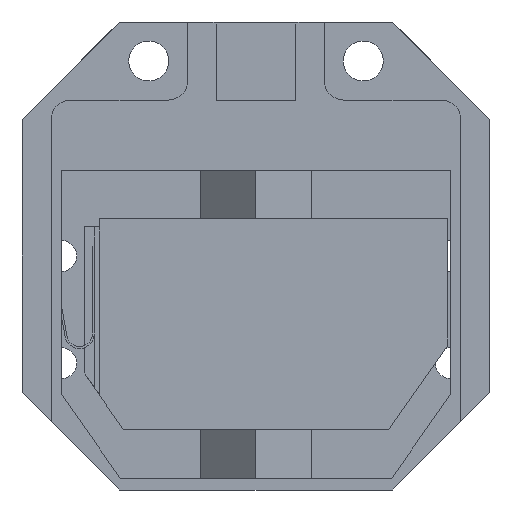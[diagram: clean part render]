
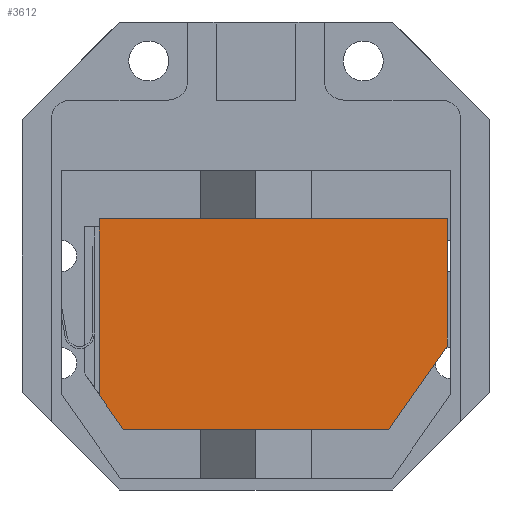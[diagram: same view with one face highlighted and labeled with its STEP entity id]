
A CAD part, front view. The second image highlights one B-rep face of the part: STEP entity #3612.
In plain terms, the highlighted planar face has unit normal (0, -1, 0).
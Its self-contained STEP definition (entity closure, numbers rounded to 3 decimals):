
#161=PLANE('',#3865);
#334=FACE_OUTER_BOUND('',#523,.T.);
#523=EDGE_LOOP('',(#3109,#3110,#3111,#3112,#3113,#3114));
#890=LINE('',#5578,#1322);
#893=LINE('',#5583,#1325);
#917=LINE('',#5631,#1349);
#926=LINE('',#5649,#1358);
#928=LINE('',#5653,#1360);
#929=LINE('',#5654,#1361);
#1322=VECTOR('',#4609,1000.);
#1325=VECTOR('',#4614,1000.);
#1349=VECTOR('',#4664,1000.);
#1358=VECTOR('',#4677,1000.);
#1360=VECTOR('',#4681,1000.);
#1361=VECTOR('',#4682,1000.);
#1739=VERTEX_POINT('',#5576);
#1740=VERTEX_POINT('',#5577);
#1741=VERTEX_POINT('',#5582);
#1752=VERTEX_POINT('',#5630);
#1759=VERTEX_POINT('',#5647);
#1760=VERTEX_POINT('',#5652);
#2188=EDGE_CURVE('',#1739,#1740,#890,.T.);
#2191=EDGE_CURVE('',#1740,#1741,#893,.T.);
#2215=EDGE_CURVE('',#1741,#1752,#917,.T.);
#2224=EDGE_CURVE('',#1759,#1739,#926,.T.);
#2226=EDGE_CURVE('',#1760,#1759,#928,.T.);
#2227=EDGE_CURVE('',#1752,#1760,#929,.T.);
#3109=ORIENTED_EDGE('',*,*,#2226,.F.);
#3110=ORIENTED_EDGE('',*,*,#2227,.F.);
#3111=ORIENTED_EDGE('',*,*,#2215,.F.);
#3112=ORIENTED_EDGE('',*,*,#2191,.F.);
#3113=ORIENTED_EDGE('',*,*,#2188,.F.);
#3114=ORIENTED_EDGE('',*,*,#2224,.F.);
#3612=ADVANCED_FACE('',(#334),#161,.T.);
#3865=AXIS2_PLACEMENT_3D('',#5651,#4679,#4680);
#4609=DIRECTION('',(0.,0.,-1.));
#4614=DIRECTION('',(-0.574,0.,-0.819));
#4664=DIRECTION('',(-1.,0.,0.));
#4677=DIRECTION('',(1.,0.,0.));
#4679=DIRECTION('center_axis',(0.,-1.,0.));
#4680=DIRECTION('ref_axis',(0.,0.,-1.));
#4681=DIRECTION('',(0.,0.,1.));
#4682=DIRECTION('',(-0.574,0.,0.819));
#5576=CARTESIAN_POINT('',(25.361,-3.639,-6.022));
#5577=CARTESIAN_POINT('',(25.361,-3.639,-12.537));
#5578=CARTESIAN_POINT('',(25.361,-3.639,-6.022));
#5582=CARTESIAN_POINT('',(22.361,-3.639,-16.822));
#5583=CARTESIAN_POINT('',(25.361,-3.639,-12.537));
#5630=CARTESIAN_POINT('',(8.761,-3.639,-16.822));
#5631=CARTESIAN_POINT('',(5.761,-3.639,-16.822));
#5647=CARTESIAN_POINT('',(7.511,-3.639,-6.022));
#5649=CARTESIAN_POINT('',(5.761,-3.639,-6.022));
#5651=CARTESIAN_POINT('Origin',(5.761,-3.639,-16.822));
#5652=CARTESIAN_POINT('',(7.511,-3.639,-15.037));
#5653=CARTESIAN_POINT('',(7.511,-3.639,-6.022));
#5654=CARTESIAN_POINT('',(5.761,-3.639,-12.537));
